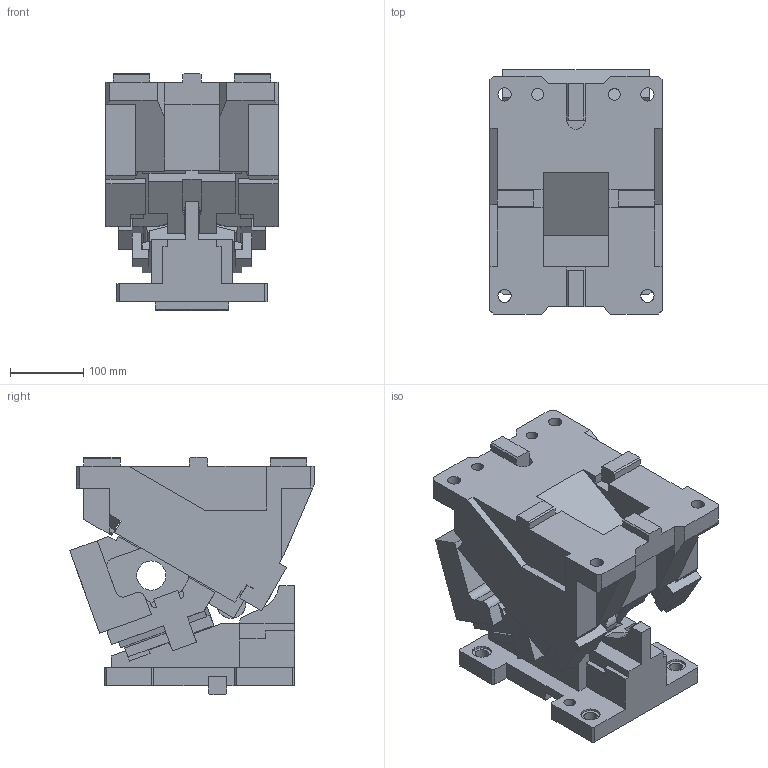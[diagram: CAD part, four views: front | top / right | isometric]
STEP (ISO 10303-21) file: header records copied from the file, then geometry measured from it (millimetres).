
FILE_DESCRIPTION(('CATIA V5 STEP Exchange'),'2;1');
FILE_NAME('CACN_F_200_20.stp','2015-04-24T09:58:29+00:00',('none'),('none'),'CATIA Version 5 Release 19 SP 2 (IN-10)','CATIA V5 STEP AP203','none');
FILE_SCHEMA(('CONFIG_CONTROL_DESIGN'));
Length unit declared in the file: millimetre
Products named in the file (1): CACN_F_200_20
Bounding box: 235 x 333.88 x 324 mm (x, y, z)
Volume: 12788681.8 mm3; surface area: 875797.3 mm2
Topology: 3 solids, 3 shells, 509 faces, 1450 edges, 959 vertices
Faces by surface type: plane 411, cylinder 96, cone 2
Entity records: 17432 total; most frequent: CARTESIAN_POINT 4525, ORIENTED_EDGE 2896, DIRECTION 2246, EDGE_CURVE 1448, VECTOR 1234, LINE 1234, VERTEX_POINT 959, AXIS2_PLACEMENT_3D 563
